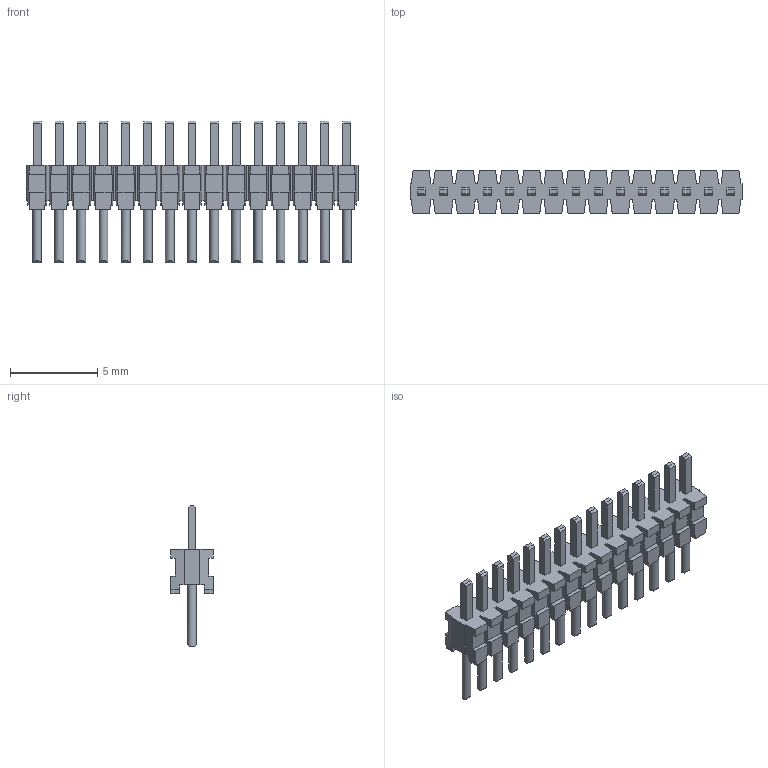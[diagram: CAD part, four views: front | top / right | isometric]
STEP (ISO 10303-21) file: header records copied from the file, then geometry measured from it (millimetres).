
FILE_DESCRIPTION(('FreeCAD Model'),'2;1');
FILE_NAME('Open CASCADE Shape Model','2025-01-08T13:54:59',(''),(''), 'Open CASCADE STEP processor 7.8','FreeCAD','Unknown');
FILE_SCHEMA(('AUTOMOTIVE_DESIGN { 1 0 10303 214 1 1 1 1 }'));
Length unit declared in the file: millimetre
Products named in the file (2): TMS-115-S_header; T-1M6-15-02-S
Bounding box: 19.05 x 2.44 x 8.13 mm (x, y, z)
Volume: 106.9 mm3; surface area: 576 mm2
Topology: 2 solids, 2 shells, 651 faces, 1895 edges, 1262 vertices
Faces by surface type: plane 636, cylinder 15
Full cylindrical faces by diameter (mm): 0.508 x15
Entity records: 21216 total; most frequent: CARTESIAN_POINT 3824, ORIENTED_EDGE 3790, DIRECTION 3274, EDGE_CURVE 1895, LINE 1790, VECTOR 1790, VERTEX_POINT 1262, AXIS2_PLACEMENT_3D 742
